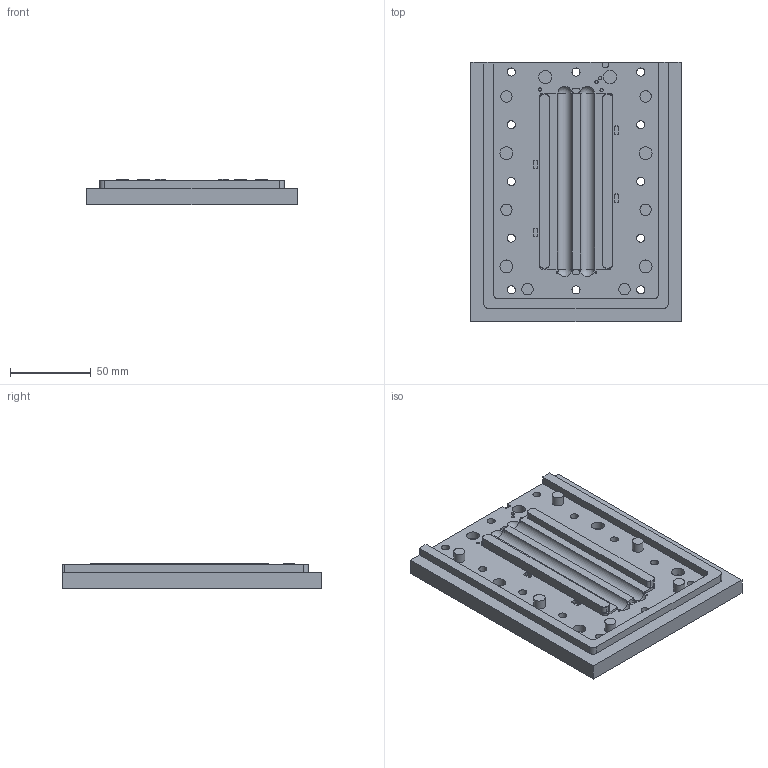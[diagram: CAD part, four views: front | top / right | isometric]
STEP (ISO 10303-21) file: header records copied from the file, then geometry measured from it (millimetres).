
FILE_DESCRIPTION(/* description */ (''),/* implementation_level */ '2;1');
FILE_NAME(/* name */ 'CellDesign_1.step',/* time_stamp */ '2019-02-04T13:50:08+00:00',/* author */ (''),/* organization */ (''),/* preprocessor_version */ 'ST-DEVELOPER v17.2',/* originating_system */ 'Autodesk Translation Framework v7.6.0.251',/* authorisation */ '');
FILE_SCHEMA (('AUTOMOTIVE_DESIGN { 1 0 10303 214 3 1 1 }'));
Length unit declared in the file: millimetre
Products named in the file (1): Cell(1)
Bounding box: 130 x 160 x 16 mm (x, y, z)
Volume: 216505.3 mm3; surface area: 62013.3 mm2
Topology: 1 solids, 1 shells, 201 faces, 513 edges, 339 vertices
Faces by surface type: plane 106, cylinder 82, bspline 9, sphere 4
Full cylindrical faces by diameter (mm): 1 x2, 2 x4, 5 x5, 7 x6, 8 x7
Entity records: 6224 total; most frequent: CARTESIAN_POINT 1110, DIRECTION 1090, ORIENTED_EDGE 1026, EDGE_CURVE 513, AXIS2_PLACEMENT_3D 386, VERTEX_POINT 339, LINE 318, VECTOR 318
